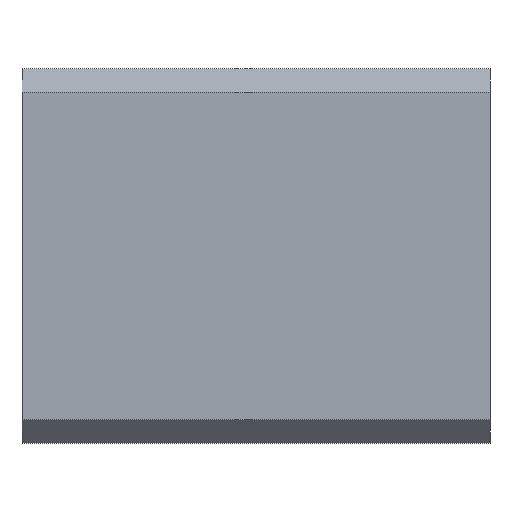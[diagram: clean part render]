
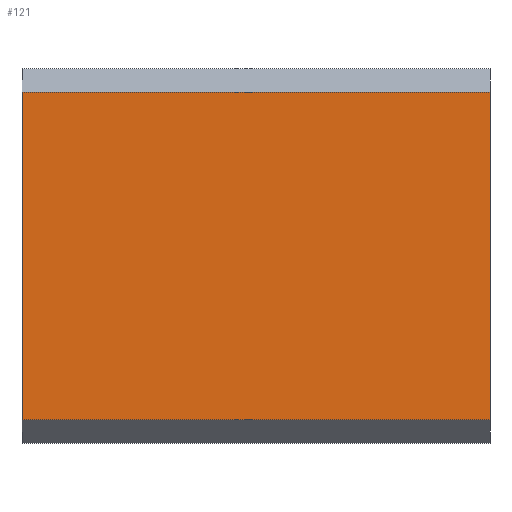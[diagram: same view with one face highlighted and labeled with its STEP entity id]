
A CAD part, front view. The second image highlights one B-rep face of the part: STEP entity #121.
In plain terms, the highlighted planar face has unit normal (0, -1, 0).
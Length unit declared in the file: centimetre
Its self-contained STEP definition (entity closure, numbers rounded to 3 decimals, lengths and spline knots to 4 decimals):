
#5 = LINE ( 'NONE', #209, #216 ) ;
#6 = DIRECTION ( 'NONE',  ( 0., 0., -1. ) ) ;
#19 = EDGE_CURVE ( 'NONE', #235, #57, #204, .T. ) ;
#26 = CARTESIAN_POINT ( 'NONE',  ( 5., 0., -3.75 ) ) ;
#32 = DIRECTION ( 'NONE',  ( -1., 0., 0. ) ) ;
#39 = DIRECTION ( 'NONE',  ( 0., -1., 0. ) ) ;
#48 = EDGE_CURVE ( 'NONE', #235, #136, #5, .T. ) ;
#51 = EDGE_LOOP ( 'NONE', ( #111, #198, #377, #307 ) ) ;
#57 = VERTEX_POINT ( 'NONE', #277 ) ;
#79 = EDGE_CURVE ( 'NONE', #314, #57, #173, .T. ) ;
#92 = CARTESIAN_POINT ( 'NONE',  ( 0., 0., 0. ) ) ;
#96 = VECTOR ( 'NONE', #295, 100. ) ;
#111 = ORIENTED_EDGE ( 'NONE', *, *, #79, .F. ) ;
#119 = LINE ( 'NONE', #26, #96 ) ;
#121 = ADVANCED_FACE ( 'NONE', ( #125 ), #213, .T. ) ;
#123 = CARTESIAN_POINT ( 'NONE',  ( 5., 0., -3.75 ) ) ;
#125 = FACE_OUTER_BOUND ( 'NONE', #51, .T. ) ;
#136 = VERTEX_POINT ( 'NONE', #123 ) ;
#155 = VECTOR ( 'NONE', #32, 100. ) ;
#173 = LINE ( 'NONE', #92, #207 ) ;
#196 = CARTESIAN_POINT ( 'NONE',  ( 0., 0., -3.75 ) ) ;
#198 = ORIENTED_EDGE ( 'NONE', *, *, #328, .T. ) ;
#199 = CARTESIAN_POINT ( 'NONE',  ( 5., 0., -0.25 ) ) ;
#204 = LINE ( 'NONE', #247, #155 ) ;
#207 = VECTOR ( 'NONE', #304, 100. ) ;
#209 = CARTESIAN_POINT ( 'NONE',  ( 5., 0., 0. ) ) ;
#213 = PLANE ( 'NONE',  #339 ) ;
#216 = VECTOR ( 'NONE', #330, 100. ) ;
#235 = VERTEX_POINT ( 'NONE', #199 ) ;
#247 = CARTESIAN_POINT ( 'NONE',  ( 0., 0., -0.25 ) ) ;
#277 = CARTESIAN_POINT ( 'NONE',  ( 0., 0., -0.25 ) ) ;
#295 = DIRECTION ( 'NONE',  ( 1., 0., 0. ) ) ;
#304 = DIRECTION ( 'NONE',  ( 0., 0., 1. ) ) ;
#307 = ORIENTED_EDGE ( 'NONE', *, *, #19, .T. ) ;
#314 = VERTEX_POINT ( 'NONE', #196 ) ;
#328 = EDGE_CURVE ( 'NONE', #314, #136, #119, .T. ) ;
#330 = DIRECTION ( 'NONE',  ( 0., 0., -1. ) ) ;
#339 = AXIS2_PLACEMENT_3D ( 'NONE', #360, #39, #6 ) ;
#360 = CARTESIAN_POINT ( 'NONE',  ( 0., 0., 0. ) ) ;
#377 = ORIENTED_EDGE ( 'NONE', *, *, #48, .F. ) ;
